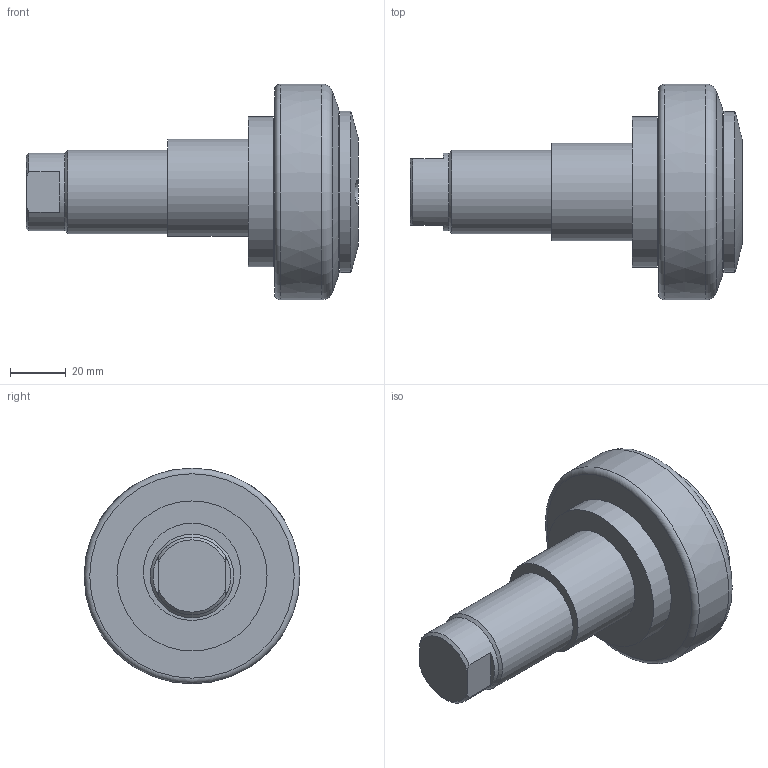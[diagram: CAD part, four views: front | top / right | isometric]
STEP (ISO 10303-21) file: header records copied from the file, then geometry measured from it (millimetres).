
FILE_DESCRIPTION(/* description */ ('-'),/* implementation_level */ '2;1');
FILE_NAME(/* name */ 'ALFATEC_TR080-1360E.stp',/* time_stamp */ '2021-01-27T10:20:20+01:00',/* author */ ('kstaebler'),/* organization */ (''),/* preprocessor_version */ 'ST-DEVELOPER v18.1',/* originating_system */ 'Autodesk Inventor 2020',/* authorisation */ '');
FILE_SCHEMA (('AUTOMOTIVE_DESIGN { 1 0 10303 214 3 1 1 }'));
Length unit declared in the file: millimetre
Products named in the file (1): TR 080.1360E_Kontur
Bounding box: 119.5 x 77.66 x 77.68 mm (x, y, z)
Volume: 189898.2 mm3; surface area: 37026 mm2
Topology: 1 solids, 1 shells, 75 faces, 200 edges, 146 vertices
Faces by surface type: plane 38, cylinder 25, cone 7, torus 4, bspline 1
Full cylindrical faces by diameter (mm): 3 x2, 8 x2, 8.6 x2, 28 x1, 30 x1, 35 x1, 52 x2, 52.5 x3, 54 x1, 55 x1, 56.5 x3, 58 x1, 58.8 x2, 62.5 x1
Entity records: 2770 total; most frequent: CARTESIAN_POINT 634, DIRECTION 443, ORIENTED_EDGE 400, EDGE_CURVE 200, AXIS2_PLACEMENT_3D 185, VERTEX_POINT 146, CIRCLE 110, EDGE_LOOP 94
